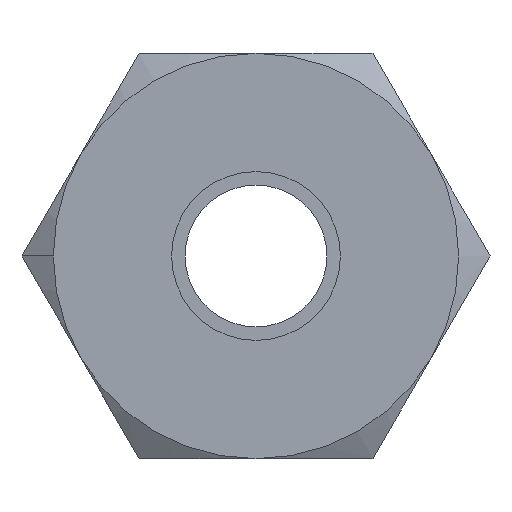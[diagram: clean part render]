
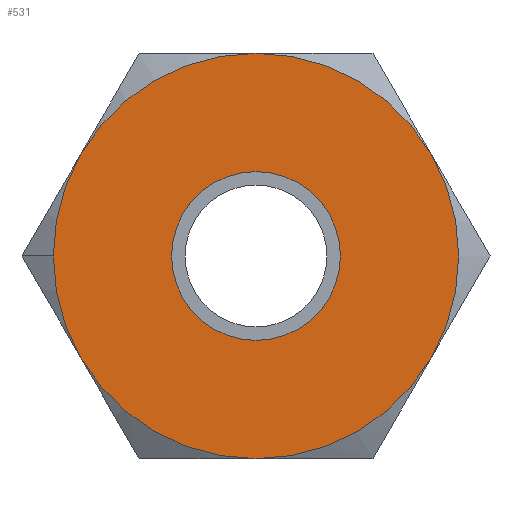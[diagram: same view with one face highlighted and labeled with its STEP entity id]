
A CAD part, front view. The second image highlights one B-rep face of the part: STEP entity #531.
In plain terms, the highlighted planar face has unit normal (0, -1, 0).
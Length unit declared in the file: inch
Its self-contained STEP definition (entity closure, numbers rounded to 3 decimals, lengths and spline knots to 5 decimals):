
#31 = DIRECTION ( 'NONE',  ( -1., 0., 0. ) ) ;
#56 = DIRECTION ( 'NONE',  ( 0., 1., 0. ) ) ;
#59 = CARTESIAN_POINT ( 'NONE',  ( 0., 0., 0. ) ) ;
#88 = CARTESIAN_POINT ( 'NONE',  ( 0.20457, 0., 0.11811 ) ) ;
#151 = DIRECTION ( 'NONE',  ( -1., 0., 0. ) ) ;
#156 = CIRCLE ( 'NONE', #1024, 0.23622 ) ;
#185 = EDGE_CURVE ( 'NONE', #1077, #920, #704, .T. ) ;
#211 = DIRECTION ( 'NONE',  ( -1., 0., 0. ) ) ;
#216 = DIRECTION ( 'NONE',  ( 0., 1., 0. ) ) ;
#220 = DIRECTION ( 'NONE',  ( -1., 0., 0. ) ) ;
#224 = CARTESIAN_POINT ( 'NONE',  ( 0., 0., 0. ) ) ;
#230 = DIRECTION ( 'NONE',  ( 0., 1., 0. ) ) ;
#234 = CARTESIAN_POINT ( 'NONE',  ( 0., 0., 0. ) ) ;
#245 = VERTEX_POINT ( 'NONE', #88 ) ;
#249 = CARTESIAN_POINT ( 'NONE',  ( 0.20457, 0., -0.11811 ) ) ;
#276 = DIRECTION ( 'NONE',  ( 0., 1., 0. ) ) ;
#323 = CIRCLE ( 'NONE', #1685, 0.23622 ) ;
#398 = DIRECTION ( 'NONE',  ( -1., 0., 0. ) ) ;
#442 = AXIS2_PLACEMENT_3D ( 'NONE', #1533, #2280, #1521 ) ;
#499 = CARTESIAN_POINT ( 'NONE',  ( 0., 0., -0.23622 ) ) ;
#531 = ADVANCED_FACE ( 'NONE', ( #1801, #1356 ), #1622, .T. ) ;
#539 = DIRECTION ( 'NONE',  ( 0., 1., 0. ) ) ;
#557 = CIRCLE ( 'NONE', #2052, 0.23622 ) ;
#563 = CARTESIAN_POINT ( 'NONE',  ( 0., 0., 0. ) ) ;
#577 = ORIENTED_EDGE ( 'NONE', *, *, #1358, .F. ) ;
#632 = CIRCLE ( 'NONE', #1288, 0.23622 ) ;
#652 = ORIENTED_EDGE ( 'NONE', *, *, #1904, .F. ) ;
#656 = VERTEX_POINT ( 'NONE', #933 ) ;
#661 = CIRCLE ( 'NONE', #1992, 0.23622 ) ;
#668 = DIRECTION ( 'NONE',  ( 0., 1., 0. ) ) ;
#704 = CIRCLE ( 'NONE', #1563, 0.09843 ) ;
#746 = VERTEX_POINT ( 'NONE', #249 ) ;
#747 = EDGE_CURVE ( 'NONE', #245, #746, #632, .T. ) ;
#773 = DIRECTION ( 'NONE',  ( -1., 0., 0. ) ) ;
#898 = CARTESIAN_POINT ( 'NONE',  ( 0., 0., 0. ) ) ;
#920 = VERTEX_POINT ( 'NONE', #1819 ) ;
#933 = CARTESIAN_POINT ( 'NONE',  ( -0.23622, 0., 0. ) ) ;
#981 = DIRECTION ( 'NONE',  ( 0., 1., 0. ) ) ;
#1024 = AXIS2_PLACEMENT_3D ( 'NONE', #563, #539, #398 ) ;
#1073 = DIRECTION ( 'NONE',  ( -1., 0., 0. ) ) ;
#1077 = VERTEX_POINT ( 'NONE', #1158 ) ;
#1087 = CIRCLE ( 'NONE', #1641, 0.09843 ) ;
#1135 = EDGE_CURVE ( 'NONE', #746, #2139, #1775, .T. ) ;
#1143 = AXIS2_PLACEMENT_3D ( 'NONE', #1783, #981, #773 ) ;
#1158 = CARTESIAN_POINT ( 'NONE',  ( -0.09843, 0., 0. ) ) ;
#1162 = ORIENTED_EDGE ( 'NONE', *, *, #1135, .F. ) ;
#1167 = ORIENTED_EDGE ( 'NONE', *, *, #2151, .F. ) ;
#1211 = ORIENTED_EDGE ( 'NONE', *, *, #2035, .T. ) ;
#1229 = CARTESIAN_POINT ( 'NONE',  ( 0., 0., 0.23622 ) ) ;
#1275 = DIRECTION ( 'NONE',  ( 0., 1., 0. ) ) ;
#1288 = AXIS2_PLACEMENT_3D ( 'NONE', #224, #216, #211 ) ;
#1328 = EDGE_CURVE ( 'NONE', #2284, #656, #156, .T. ) ;
#1356 = FACE_OUTER_BOUND ( 'NONE', #2043, .T. ) ;
#1358 = EDGE_CURVE ( 'NONE', #2139, #2284, #1553, .T. ) ;
#1401 = CARTESIAN_POINT ( 'NONE',  ( 0., 0., 0. ) ) ;
#1495 = EDGE_LOOP ( 'NONE', ( #2024, #1211 ) ) ;
#1521 = DIRECTION ( 'NONE',  ( 0., 0., -1. ) ) ;
#1533 = CARTESIAN_POINT ( 'NONE',  ( -0.16732, 0., 0. ) ) ;
#1553 = CIRCLE ( 'NONE', #1143, 0.23622 ) ;
#1563 = AXIS2_PLACEMENT_3D ( 'NONE', #234, #230, #220 ) ;
#1567 = DIRECTION ( 'NONE',  ( -1., 0., 0. ) ) ;
#1578 = EDGE_CURVE ( 'NONE', #656, #1908, #661, .T. ) ;
#1622 = PLANE ( 'NONE',  #442 ) ;
#1641 = AXIS2_PLACEMENT_3D ( 'NONE', #1401, #276, #1567 ) ;
#1658 = ORIENTED_EDGE ( 'NONE', *, *, #747, .F. ) ;
#1685 = AXIS2_PLACEMENT_3D ( 'NONE', #898, #2077, #1073 ) ;
#1728 = CARTESIAN_POINT ( 'NONE',  ( 0., 0., 0. ) ) ;
#1749 = CARTESIAN_POINT ( 'NONE',  ( -0.20457, 0., 0.11811 ) ) ;
#1775 = CIRCLE ( 'NONE', #2230, 0.23622 ) ;
#1783 = CARTESIAN_POINT ( 'NONE',  ( 0., 0., 0. ) ) ;
#1801 = FACE_BOUND ( 'NONE', #1495, .T. ) ;
#1819 = CARTESIAN_POINT ( 'NONE',  ( 0.09843, 0., 0. ) ) ;
#1856 = ORIENTED_EDGE ( 'NONE', *, *, #1578, .F. ) ;
#1882 = VERTEX_POINT ( 'NONE', #1229 ) ;
#1888 = DIRECTION ( 'NONE',  ( -1., 0., 0. ) ) ;
#1904 = EDGE_CURVE ( 'NONE', #1908, #1882, #323, .T. ) ;
#1908 = VERTEX_POINT ( 'NONE', #1749 ) ;
#1992 = AXIS2_PLACEMENT_3D ( 'NONE', #1728, #668, #1888 ) ;
#2024 = ORIENTED_EDGE ( 'NONE', *, *, #185, .T. ) ;
#2035 = EDGE_CURVE ( 'NONE', #920, #1077, #1087, .T. ) ;
#2043 = EDGE_LOOP ( 'NONE', ( #1167, #652, #1856, #2191, #577, #1162, #1658 ) ) ;
#2052 = AXIS2_PLACEMENT_3D ( 'NONE', #2291, #1275, #151 ) ;
#2077 = DIRECTION ( 'NONE',  ( 0., 1., 0. ) ) ;
#2137 = CARTESIAN_POINT ( 'NONE',  ( -0.20457, 0., -0.11811 ) ) ;
#2139 = VERTEX_POINT ( 'NONE', #499 ) ;
#2151 = EDGE_CURVE ( 'NONE', #1882, #245, #557, .T. ) ;
#2191 = ORIENTED_EDGE ( 'NONE', *, *, #1328, .F. ) ;
#2230 = AXIS2_PLACEMENT_3D ( 'NONE', #59, #56, #31 ) ;
#2280 = DIRECTION ( 'NONE',  ( 0., -1., 0. ) ) ;
#2284 = VERTEX_POINT ( 'NONE', #2137 ) ;
#2291 = CARTESIAN_POINT ( 'NONE',  ( 0., 0., 0. ) ) ;
